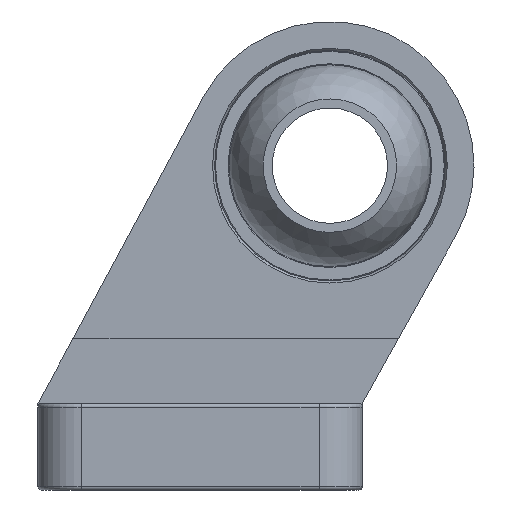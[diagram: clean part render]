
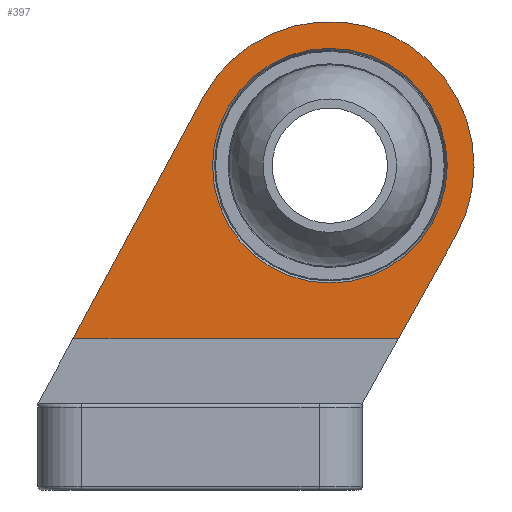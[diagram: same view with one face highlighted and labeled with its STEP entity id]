
A CAD part, left-side view. The second image highlights one B-rep face of the part: STEP entity #397.
In plain terms, the highlighted planar face has unit normal (-1, 0, 0).
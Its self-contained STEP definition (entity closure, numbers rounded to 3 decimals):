
#342=CARTESIAN_POINT('',(-7.5,-18.,28.711));
#343=VERTEX_POINT('',#342);
#344=CARTESIAN_POINT('',(-7.5,-18.0,45.0));
#345=DIRECTION('',(-1.0,0.0,0.0));
#346=DIRECTION('',(0.0,0.0,1.0));
#347=AXIS2_PLACEMENT_3D('',#344,#345,#346);
#348=CIRCLE('',#347,16.289);
#349=EDGE_CURVE('',#343,#343,#348,.T.);
#354=CARTESIAN_POINT('',(-7.5,-8.313,28.258));
#355=DIRECTION('',(1.0,0.0,0.0));
#356=DIRECTION('',(0.0,0.0,-1.0));
#357=AXIS2_PLACEMENT_3D('',#354,#355,#356);
#358=PLANE('',#357);
#359=CARTESIAN_POINT('',(-7.5,17.651,21.0));
#360=VERTEX_POINT('',#359);
#361=CARTESIAN_POINT('',(-7.5,-27.518,21.0));
#362=VERTEX_POINT('',#361);
#363=CARTESIAN_POINT('',(-7.5,17.651,21.));
#364=DIRECTION('',(0.0,-1.0,0.0));
#365=VECTOR('',#364,45.168);
#366=LINE('',#363,#365);
#367=EDGE_CURVE('',#360,#362,#366,.T.);
#368=ORIENTED_EDGE('',*,*,#367,.T.);
#369=CARTESIAN_POINT('',(-7.5,-35.469,35.261));
#370=VERTEX_POINT('',#369);
#371=CARTESIAN_POINT('',(-7.5,-35.469,35.261));
#372=DIRECTION('',(0.0,0.487,-0.873));
#373=VECTOR('',#372,16.327);
#374=LINE('',#371,#373);
#375=EDGE_CURVE('',#370,#362,#374,.T.);
#376=ORIENTED_EDGE('',*,*,#375,.F.);
#377=CARTESIAN_POINT('',(-7.5,-0.393,54.487));
#378=VERTEX_POINT('',#377);
#379=CARTESIAN_POINT('',(-7.5,-18.0,45.0));
#380=DIRECTION('',(1.0,0.0,0.0));
#381=DIRECTION('',(0.0,0.88,0.474));
#382=AXIS2_PLACEMENT_3D('',#379,#380,#381);
#383=CIRCLE('',#382,20.);
#384=EDGE_CURVE('',#378,#370,#383,.T.);
#385=ORIENTED_EDGE('',*,*,#384,.F.);
#386=CARTESIAN_POINT('',(-7.5,17.651,21.0));
#387=DIRECTION('',(0.0,-0.474,0.88));
#388=VECTOR('',#387,38.039);
#389=LINE('',#386,#388);
#390=EDGE_CURVE('',#360,#378,#389,.T.);
#391=ORIENTED_EDGE('',*,*,#390,.F.);
#392=EDGE_LOOP('',(#368,#376,#385,#391));
#393=FACE_OUTER_BOUND('',#392,.T.);
#394=ORIENTED_EDGE('',*,*,#349,.F.);
#395=EDGE_LOOP('',(#394));
#396=FACE_BOUND('',#395,.T.);
#397=ADVANCED_FACE('',(#393,#396),#358,.F.);
